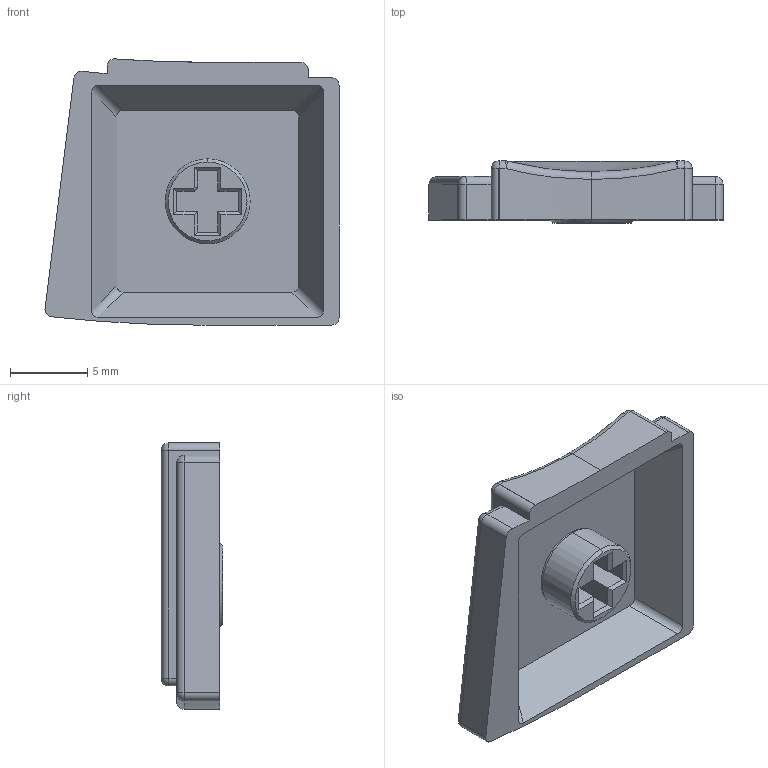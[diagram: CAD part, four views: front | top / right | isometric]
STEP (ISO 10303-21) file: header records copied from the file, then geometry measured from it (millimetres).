
FILE_DESCRIPTION (( 'STEP AP214' ), '1' );
FILE_NAME ('thumb-3.STEP', '2025-01-28T07:26:00', ( '' ), ( '' ), 'SwSTEP 2.0', 'SolidWorks 2020', '' );
FILE_SCHEMA (( 'AUTOMOTIVE_DESIGN' ));
Length unit declared in the file: millimetre
Products named in the file (3): stem; thumb-3
Assembly tree (2 placements, depth 2):
  thumb-3
    thumb-3
    stem
Bounding box: 19.02 x 4 x 17.22 mm (x, y, z)
Volume: 519.8 mm3; surface area: 1037.6 mm2
Topology: 2 solids, 2 shells, 109 faces, 268 edges, 156 vertices
Faces by surface type: plane 58, cylinder 31, sphere 10, torus 7, cone 2, bspline 1
Entity records: 3211 total; most frequent: CARTESIAN_POINT 578, DIRECTION 545, ORIENTED_EDGE 518, EDGE_CURVE 259, AXIS2_PLACEMENT_3D 185, LINE 175, VECTOR 175, VERTEX_POINT 156
